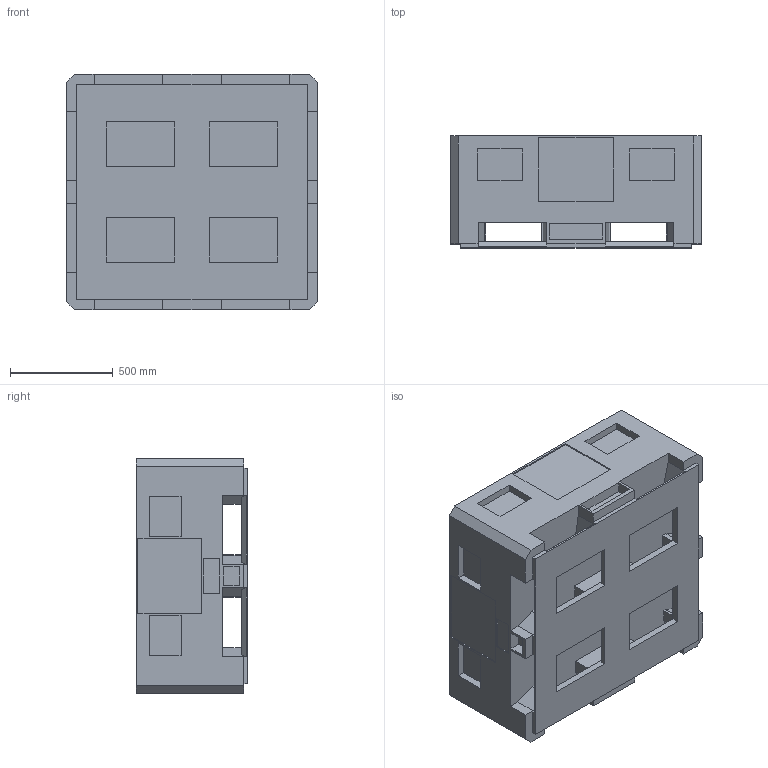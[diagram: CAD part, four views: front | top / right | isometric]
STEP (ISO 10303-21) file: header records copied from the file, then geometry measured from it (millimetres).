
FILE_DESCRIPTION((''),'2;1');
FILE_NAME('119166WSM','2025-06-20T12:01:10',('SYSTEM'),(''),'CREO PARAMETRIC BY PTC INC, 2023294','CREO PARAMETRIC BY PTC INC, 2023294','');
FILE_SCHEMA(('CONFIG_CONTROL_DESIGN'));
Length unit declared in the file: inch
Products named in the file (1): 119166WSM
Bounding box: 1219.2 x 543.03 x 1143 mm (x, y, z)
Volume: 161067554.4 mm3; surface area: 8954862.6 mm2
Topology: 1 solids, 1 shells, 207 faces, 596 edges, 396 vertices
Faces by surface type: plane 207
Entity records: 6730 total; most frequent: CARTESIAN_POINT 1200, ORIENTED_EDGE 1192, DIRECTION 1012, VECTOR 596, LINE 596, EDGE_CURVE 596, VERTEX_POINT 396, EDGE_LOOP 236
